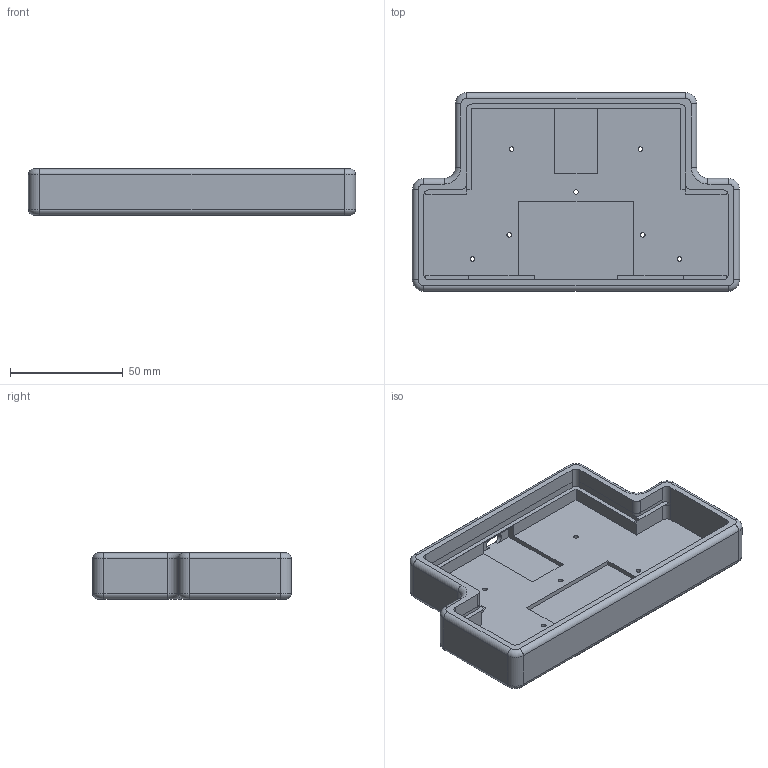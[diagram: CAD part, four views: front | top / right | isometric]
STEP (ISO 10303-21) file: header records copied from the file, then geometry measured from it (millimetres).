
FILE_DESCRIPTION(('HOOPS Exchange Step'),'2;1');
FILE_NAME('temp_export','2023-04-14T10:28:07-04:00',('jscotto'),('Shapr3D Limited'),'HOOPS Exchange 2022.2','Shapr3D','Authorized');
FILE_SCHEMA( ('AUTOMOTIVE_DESIGN { 1 0 10303 214 1 1 1 1 }') );
Length unit declared in the file: millimetre
Products named in the file (1): Case
Bounding box: 145.35 x 88.2 x 20.6 mm (x, y, z)
Volume: 67195.7 mm3; surface area: 40036.7 mm2
Topology: 1 solids, 1 shells, 149 faces, 402 edges, 261 vertices
Faces by surface type: plane 80, cylinder 53, torus 16
Full cylindrical faces by diameter (mm): 2 x7, 3.8 x7
Entity records: 4817 total; most frequent: DIRECTION 855, CARTESIAN_POINT 851, ORIENTED_EDGE 812, EDGE_CURVE 406, AXIS2_PLACEMENT_3D 301, VERTEX_POINT 265, VECTOR 253, LINE 253
